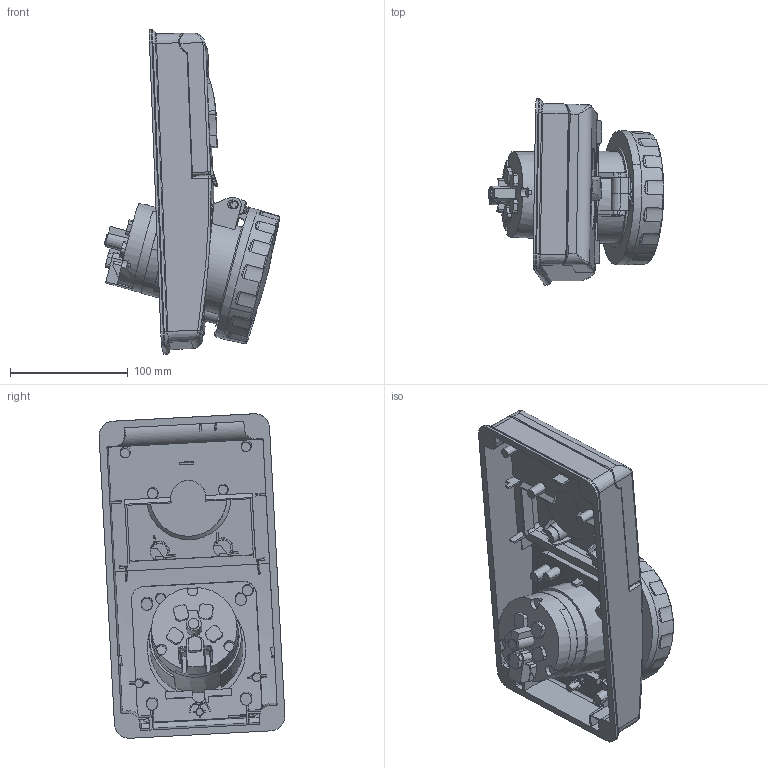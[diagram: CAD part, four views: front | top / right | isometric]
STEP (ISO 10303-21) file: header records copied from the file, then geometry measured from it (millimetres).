
FILE_DESCRIPTION((''),'2;1');
FILE_NAME('GW66353N_SW0002','2020-09-16T13:13:22',('User'),('Technoprobe spa'),'CREO PARAMETRIC BY PTC INC, 2020074','CREO PARAMETRIC BY PTC INC, 2020074','');
FILE_SCHEMA(('CONFIG_CONTROL_DESIGN'));
Length unit declared in the file: millimetre
Products named in the file (1): GW66353N_SW0002
Bounding box: 149 x 157.8 x 275.76 mm (x, y, z)
Volume: 1051732.9 mm3; surface area: 257340.8 mm2
Topology: 1 solids, 1 shells, 1057 faces, 3029 edges, 1980 vertices
Faces by surface type: plane 616, cylinder 191, cone 124, bspline 82, torus 36, sphere 8
Entity records: 41548 total; most frequent: CARTESIAN_POINT 15043, ORIENTED_EDGE 6032, DIRECTION 4819, EDGE_CURVE 3016, VERTEX_POINT 1980, VECTOR 1719, LINE 1719, AXIS2_PLACEMENT_3D 1550
